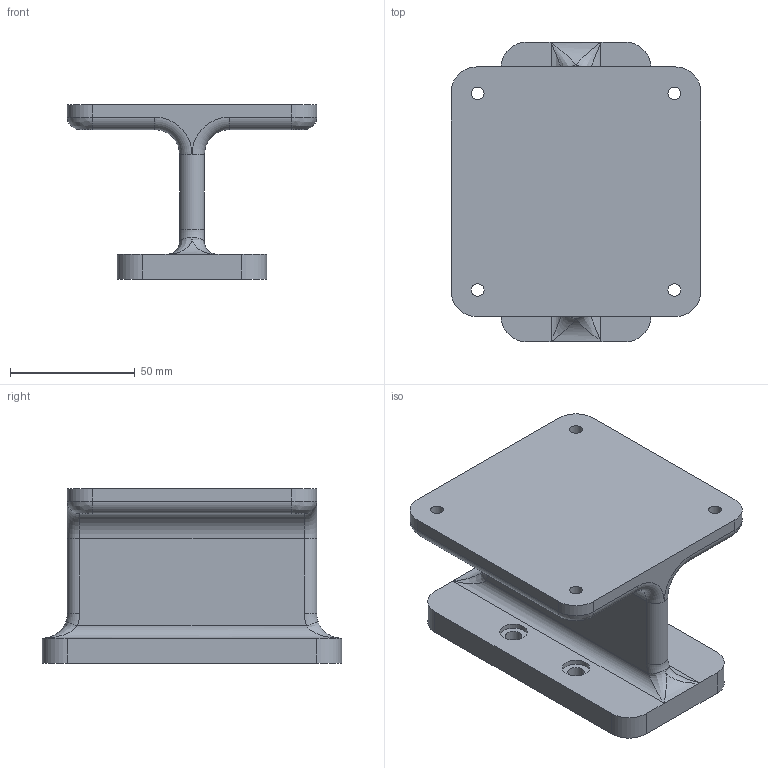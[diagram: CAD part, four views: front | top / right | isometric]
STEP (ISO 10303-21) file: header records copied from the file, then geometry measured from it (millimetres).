
FILE_DESCRIPTION(/* description */ (''),/* implementation_level */ '2;1');
FILE_NAME(/* name */ 'Custom_3Dprint_tools.step',/* time_stamp */ '2023-05-26T09:58:54+02:00',/* author */ (''),/* organization */ (''),/* preprocessor_version */ 'ST-DEVELOPER v19.2',/* originating_system */ 'Autodesk Translation Framework v12.4.0.73',/* authorisation */ '');
FILE_SCHEMA (('AUTOMOTIVE_DESIGN { 1 0 10303 214 3 1 1 }'));
Length unit declared in the file: millimetre
Products named in the file (3): UR10e mount; base med M10 skrue; Mountingplate v2
Assembly tree (2 placements, depth 2):
  UR10e mount
    base med M10 skrue
    Mountingplate v2
Bounding box: 100 x 120 x 70 mm (x, y, z)
Volume: 220221.2 mm3; surface area: 49201.7 mm2
Topology: 1 solids, 1 shells, 76 faces, 170 edges, 100 vertices
Faces by surface type: cylinder 38, plane 24, bspline 8, torus 6
Full cylindrical faces by diameter (mm): 5.1 x4, 6.5 x4, 10 x4, 11 x4
Entity records: 2513 total; most frequent: CARTESIAN_POINT 719, DIRECTION 390, ORIENTED_EDGE 332, EDGE_CURVE 166, AXIS2_PLACEMENT_3D 159, EDGE_LOOP 100, VERTEX_POINT 100, CIRCLE 86
